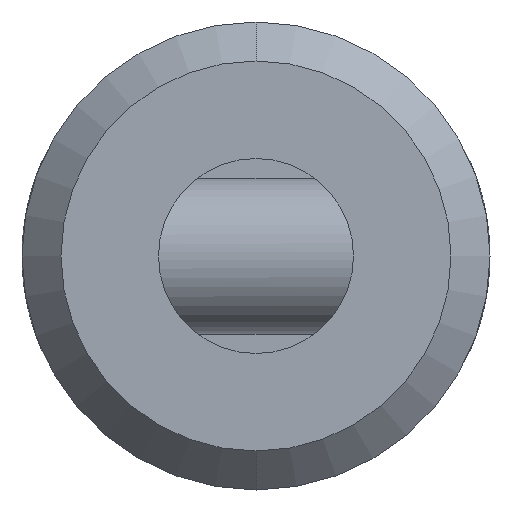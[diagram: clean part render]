
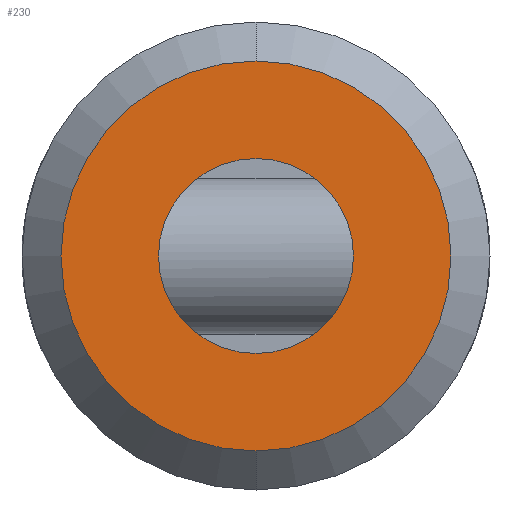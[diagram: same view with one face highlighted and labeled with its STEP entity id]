
A CAD part, front view. The second image highlights one B-rep face of the part: STEP entity #230.
In plain terms, the highlighted planar face has unit normal (0, -1, 0).
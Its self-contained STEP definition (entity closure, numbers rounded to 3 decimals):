
#1 = CARTESIAN_POINT ( 'NONE',  ( 0., 0., 0. ) ) ;
#28 = VERTEX_POINT ( 'NONE', #854 ) ;
#55 = DIRECTION ( 'NONE',  ( 0., -1., 0. ) ) ;
#69 = CARTESIAN_POINT ( 'NONE',  ( 0., 0., 0. ) ) ;
#86 = FACE_OUTER_BOUND ( 'NONE', #494, .T. ) ;
#121 = VERTEX_POINT ( 'NONE', #618 ) ;
#127 = PLANE ( 'NONE',  #492 ) ;
#133 = CIRCLE ( 'NONE', #806, 2.5 ) ;
#161 = ORIENTED_EDGE ( 'NONE', *, *, #1080, .F. ) ;
#162 = DIRECTION ( 'NONE',  ( 0., 0., -1. ) ) ;
#182 = DIRECTION ( 'NONE',  ( 0., -1., 0. ) ) ;
#214 = DIRECTION ( 'NONE',  ( 0., 0., 1. ) ) ;
#230 = ADVANCED_FACE ( 'NONE', ( #1011, #86 ), #127, .F. ) ;
#241 = VERTEX_POINT ( 'NONE', #581 ) ;
#261 = CARTESIAN_POINT ( 'NONE',  ( 0., 0., 0. ) ) ;
#282 = ORIENTED_EDGE ( 'NONE', *, *, #730, .T. ) ;
#304 = DIRECTION ( 'NONE',  ( 0., 1., 0. ) ) ;
#325 = EDGE_LOOP ( 'NONE', ( #647, #161 ) ) ;
#327 = CIRCLE ( 'NONE', #850, 5. ) ;
#358 = EDGE_CURVE ( 'NONE', #570, #121, #133, .T. ) ;
#360 = DIRECTION ( 'NONE',  ( 0., 0., -1. ) ) ;
#464 = CIRCLE ( 'NONE', #575, 2.5 ) ;
#492 = AXIS2_PLACEMENT_3D ( 'NONE', #940, #304, #214 ) ;
#494 = EDGE_LOOP ( 'NONE', ( #282, #1062 ) ) ;
#513 = AXIS2_PLACEMENT_3D ( 'NONE', #1, #182, #725 ) ;
#570 = VERTEX_POINT ( 'NONE', #1140 ) ;
#575 = AXIS2_PLACEMENT_3D ( 'NONE', #69, #706, #162 ) ;
#581 = CARTESIAN_POINT ( 'NONE',  ( 0., 0., -5. ) ) ;
#605 = CARTESIAN_POINT ( 'NONE',  ( 0., 0., 0. ) ) ;
#618 = CARTESIAN_POINT ( 'NONE',  ( 0., 0., 2.5 ) ) ;
#647 = ORIENTED_EDGE ( 'NONE', *, *, #358, .F. ) ;
#690 = CIRCLE ( 'NONE', #513, 5. ) ;
#691 = DIRECTION ( 'NONE',  ( 0., 0., -1. ) ) ;
#706 = DIRECTION ( 'NONE',  ( 0., -1., 0. ) ) ;
#725 = DIRECTION ( 'NONE',  ( 0., 0., -1. ) ) ;
#730 = EDGE_CURVE ( 'NONE', #28, #241, #690, .T. ) ;
#806 = AXIS2_PLACEMENT_3D ( 'NONE', #605, #55, #691 ) ;
#850 = AXIS2_PLACEMENT_3D ( 'NONE', #261, #899, #360 ) ;
#854 = CARTESIAN_POINT ( 'NONE',  ( 0., 0., 5. ) ) ;
#899 = DIRECTION ( 'NONE',  ( 0., -1., 0. ) ) ;
#940 = CARTESIAN_POINT ( 'NONE',  ( 0., 0., 0. ) ) ;
#995 = EDGE_CURVE ( 'NONE', #241, #28, #327, .T. ) ;
#1011 = FACE_BOUND ( 'NONE', #325, .T. ) ;
#1062 = ORIENTED_EDGE ( 'NONE', *, *, #995, .T. ) ;
#1080 = EDGE_CURVE ( 'NONE', #121, #570, #464, .T. ) ;
#1140 = CARTESIAN_POINT ( 'NONE',  ( 0., 0., -2.5 ) ) ;
